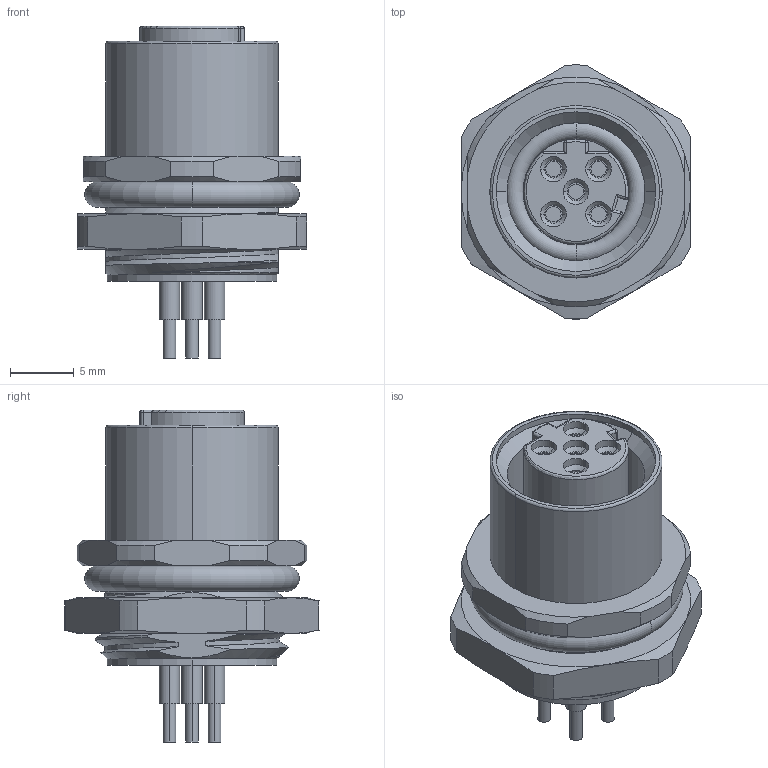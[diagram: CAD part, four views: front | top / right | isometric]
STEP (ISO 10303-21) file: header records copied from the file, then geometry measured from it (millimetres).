
FILE_DESCRIPTION((''),'2;1');
FILE_NAME('C-T4143512051-000','2022-09-22T04:22:06',('workeradm'),('TE Connectivity Ltd.'),'CREO PARAMETRIC BY PTC INC, 2021072','CREO PARAMETRIC BY PTC INC, 2021072','');
FILE_SCHEMA(('AUTOMOTIVE_DESIGN { 1 0 10303 214 1 1 1 1 }'));
Length unit declared in the file: millimetre
Products named in the file (1): C-T4143512051-000
Bounding box: 18 x 19.89 x 26 mm (x, y, z)
Volume: 3149.8 mm3; surface area: 2343.5 mm2
Topology: 1 solids, 1 shells, 203 faces, 475 edges, 307 vertices
Faces by surface type: cylinder 79, plane 53, cone 40, bspline 18, torus 9, sphere 4
Entity records: 9293 total; most frequent: CARTESIAN_POINT 4534, DIRECTION 946, ORIENTED_EDGE 940, EDGE_CURVE 470, AXIS2_PLACEMENT_3D 393, VERTEX_POINT 297, EDGE_LOOP 231, CIRCLE 207
